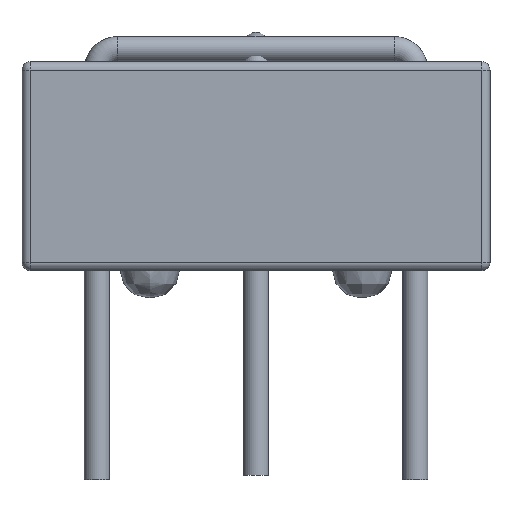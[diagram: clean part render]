
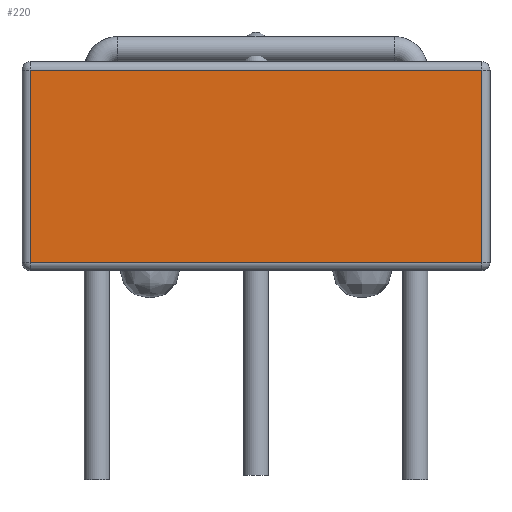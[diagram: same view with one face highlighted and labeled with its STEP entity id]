
A CAD part, left-side view. The second image highlights one B-rep face of the part: STEP entity #220.
In plain terms, the highlighted planar face has unit normal (-1, 0, 0).
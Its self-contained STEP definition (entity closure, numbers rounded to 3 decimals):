
#220 = ADVANCED_FACE( '', ( #526 ), #527, .F. );
#526 = FACE_OUTER_BOUND( '', #916, .T. );
#527 = PLANE( '', #917 );
#916 = EDGE_LOOP( '', ( #1509, #1510, #1511, #1512 ) );
#917 = AXIS2_PLACEMENT_3D( '', #1513, #1514, #1515 );
#1509 = ORIENTED_EDGE( '', *, *, #1896, .T. );
#1510 = ORIENTED_EDGE( '', *, *, #1897, .T. );
#1511 = ORIENTED_EDGE( '', *, *, #1775, .T. );
#1512 = ORIENTED_EDGE( '', *, *, #1883, .T. );
#1513 = CARTESIAN_POINT( '', ( -5.6, 5.6, 5. ) );
#1514 = DIRECTION( '', ( 1., 0., 0. ) );
#1515 = DIRECTION( '', ( 0., 0., -1. ) );
#1775 = EDGE_CURVE( '', #2021, #2019, #2022, .F. );
#1883 = EDGE_CURVE( '', #2019, #2131, #2191, .F. );
#1896 = EDGE_CURVE( '', #2131, #2206, #2207, .T. );
#1897 = EDGE_CURVE( '', #2206, #2021, #2208, .T. );
#2019 = VERTEX_POINT( '', #2354 );
#2021 = VERTEX_POINT( '', #2356 );
#2022 = LINE( '', #2357, #2358 );
#2131 = VERTEX_POINT( '', #2475 );
#2191 = LINE( '', #2542, #2543 );
#2206 = VERTEX_POINT( '', #2558 );
#2207 = LINE( '', #2559, #2560 );
#2208 = LINE( '', #2561, #2562 );
#2354 = CARTESIAN_POINT( '', ( -5.6, -5.4, 4.8 ) );
#2356 = CARTESIAN_POINT( '', ( -5.6, -5.4, 0.2 ) );
#2357 = CARTESIAN_POINT( '', ( -5.6, -5.4, 5. ) );
#2358 = VECTOR( '', #2685, 1000. );
#2475 = CARTESIAN_POINT( '', ( -5.6, 5.4, 4.8 ) );
#2542 = CARTESIAN_POINT( '', ( -5.6, 5.6, 4.8 ) );
#2543 = VECTOR( '', #2887, 1000. );
#2558 = CARTESIAN_POINT( '', ( -5.6, 5.4, 0.2 ) );
#2559 = CARTESIAN_POINT( '', ( -5.6, 5.4, 5. ) );
#2560 = VECTOR( '', #2903, 1000. );
#2561 = CARTESIAN_POINT( '', ( -5.6, 5.6, 0.2 ) );
#2562 = VECTOR( '', #2904, 1000. );
#2685 = DIRECTION( '', ( 0., 0., -1. ) );
#2887 = DIRECTION( '', ( 0., -1., 0. ) );
#2903 = DIRECTION( '', ( 0., 0., -1. ) );
#2904 = DIRECTION( '', ( 0., -1., 0. ) );
